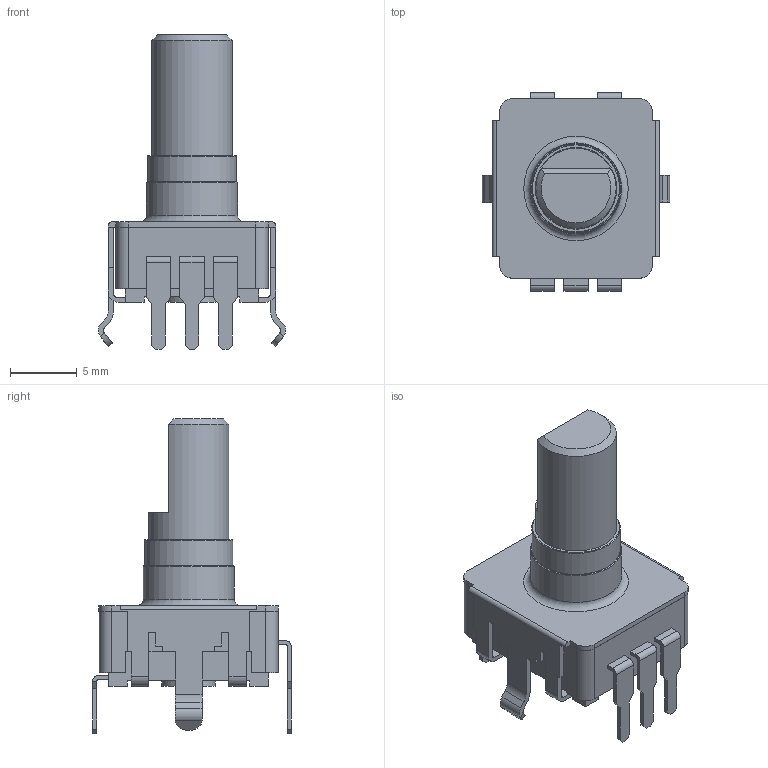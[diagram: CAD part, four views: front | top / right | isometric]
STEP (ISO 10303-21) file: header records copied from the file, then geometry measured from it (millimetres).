
FILE_DESCRIPTION(/* description */ ('Unknown'),/* implementation_level */ '2;1');
FILE_NAME(/* name */ 'EC12E20-24P24C-SW',/* time_stamp */ '2024-10-28T11:44:11+02:00',/* author */ ('Unknown'),/* organization */ ('Unknown'),/* preprocessor_version */ 'ST-DEVELOPER v18.102',/* originating_system */ 'Solid Edge',/* authorisation */ 'Unknown');
FILE_SCHEMA (('AUTOMOTIVE_DESIGN {1 0 10303 214 3 1 1}'));
Length unit declared in the file: millimetre
Products named in the file (1): EC12E20-24P24C-SW
Bounding box: 14 x 14.8 x 23.47 mm (x, y, z)
Volume: 1261.1 mm3; surface area: 1249.1 mm2
Topology: 1 solids, 1 shells, 229 faces, 644 edges, 428 vertices
Faces by surface type: plane 180, cylinder 45, torus 3, cone 1
Full cylindrical faces by diameter (mm): 4 x1, 6 x1, 6.1 x1, 6.6 x1, 6.8 x1
Entity records: 8901 total; most frequent: CARTESIAN_POINT 1320, ORIENTED_EDGE 1268, DIRECTION 1179, EDGE_CURVE 634, LINE 529, VECTOR 529, VERTEX_POINT 426, AXIS2_PLACEMENT_3D 325
